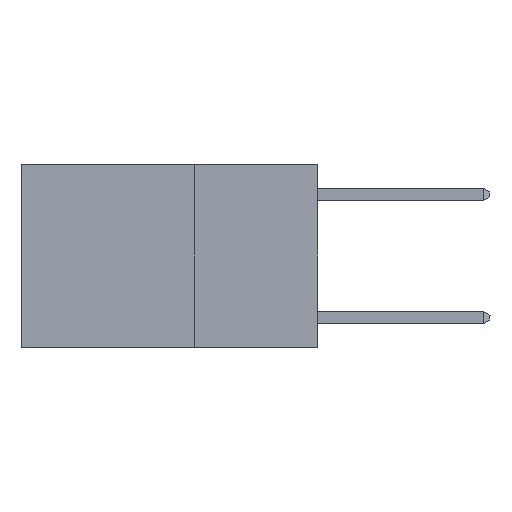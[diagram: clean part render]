
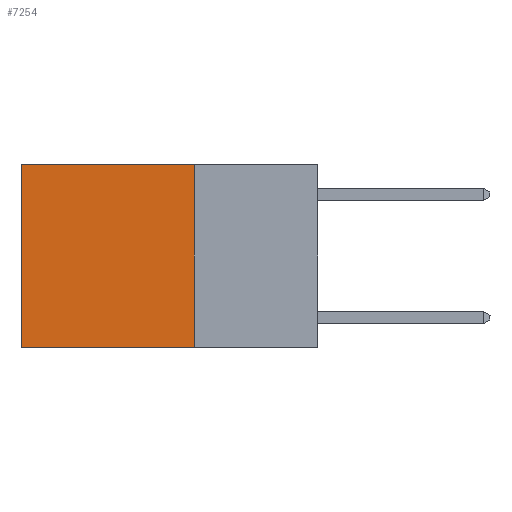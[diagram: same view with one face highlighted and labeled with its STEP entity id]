
A CAD part, left-side view. The second image highlights one B-rep face of the part: STEP entity #7254.
In plain terms, the highlighted planar face has unit normal (-1, 0, 0).
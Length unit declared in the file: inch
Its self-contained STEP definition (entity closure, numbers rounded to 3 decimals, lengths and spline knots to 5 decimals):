
#2 = CARTESIAN_POINT ( 'NONE',  ( 0.2625, 0.6, 0. ) ) ;
#108 = CARTESIAN_POINT ( 'NONE',  ( 0.2625, 0.25, 0. ) ) ;
#175 = LINE ( 'NONE', #6172, #9246 ) ;
#235 = CARTESIAN_POINT ( 'NONE',  ( 0.2625, 0.25, 0. ) ) ;
#271 = DIRECTION ( 'NONE',  ( 1., 0., 0. ) ) ;
#377 = ORIENTED_EDGE ( 'NONE', *, *, #6010, .T. ) ;
#755 = EDGE_CURVE ( 'NONE', #8047, #5020, #175, .T. ) ;
#834 = ORIENTED_EDGE ( 'NONE', *, *, #7542, .F. ) ;
#910 = DIRECTION ( 'NONE',  ( 0., 1., 0. ) ) ;
#921 = LINE ( 'NONE', #108, #1580 ) ;
#994 = LINE ( 'NONE', #2247, #11158 ) ;
#1580 = VECTOR ( 'NONE', #8886, 39.37008 ) ;
#1591 = VERTEX_POINT ( 'NONE', #3591 ) ;
#1986 = EDGE_CURVE ( 'NONE', #1591, #4843, #994, .T. ) ;
#2247 = CARTESIAN_POINT ( 'NONE',  ( 0.2625, 0.25, -0.37 ) ) ;
#2567 = EDGE_LOOP ( 'NONE', ( #377, #10466, #834, #3654 ) ) ;
#2961 = CARTESIAN_POINT ( 'NONE',  ( 0.2625, 0.6, -0.37 ) ) ;
#3591 = CARTESIAN_POINT ( 'NONE',  ( 0.2625, 0.25, -0.37 ) ) ;
#3654 = ORIENTED_EDGE ( 'NONE', *, *, #755, .T. ) ;
#3942 = LINE ( 'NONE', #2, #10294 ) ;
#4485 = CARTESIAN_POINT ( 'NONE',  ( 0.2625, 0.6, 0. ) ) ;
#4843 = VERTEX_POINT ( 'NONE', #2961 ) ;
#5020 = VERTEX_POINT ( 'NONE', #4485 ) ;
#5608 = FACE_OUTER_BOUND ( 'NONE', #2567, .T. ) ;
#6010 = EDGE_CURVE ( 'NONE', #5020, #4843, #3942, .T. ) ;
#6172 = CARTESIAN_POINT ( 'NONE',  ( 0.2625, 0.25, 0. ) ) ;
#7254 = ADVANCED_FACE ( 'NONE', ( #5608 ), #10764, .F. ) ;
#7434 = CARTESIAN_POINT ( 'NONE',  ( 0.2625, 0.25, 0. ) ) ;
#7542 = EDGE_CURVE ( 'NONE', #8047, #1591, #921, .T. ) ;
#7648 = AXIS2_PLACEMENT_3D ( 'NONE', #235, #271, #9068 ) ;
#7854 = DIRECTION ( 'NONE',  ( 0., 0., -1. ) ) ;
#8047 = VERTEX_POINT ( 'NONE', #7434 ) ;
#8448 = DIRECTION ( 'NONE',  ( 0., 1., 0. ) ) ;
#8886 = DIRECTION ( 'NONE',  ( 0., 0., -1. ) ) ;
#9068 = DIRECTION ( 'NONE',  ( 0., 0., -1. ) ) ;
#9246 = VECTOR ( 'NONE', #910, 39.37008 ) ;
#10294 = VECTOR ( 'NONE', #7854, 39.37008 ) ;
#10466 = ORIENTED_EDGE ( 'NONE', *, *, #1986, .F. ) ;
#10764 = PLANE ( 'NONE',  #7648 ) ;
#11158 = VECTOR ( 'NONE', #8448, 39.37008 ) ;
